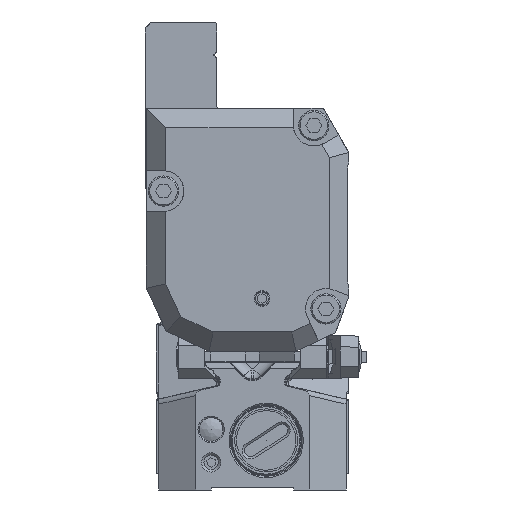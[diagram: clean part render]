
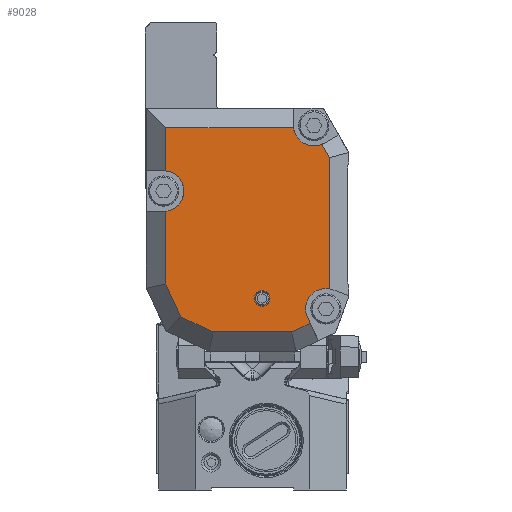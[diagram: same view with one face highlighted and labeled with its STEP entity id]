
A CAD part, front view. The second image highlights one B-rep face of the part: STEP entity #9028.
In plain terms, the highlighted planar face has unit normal (0, -1, 0).
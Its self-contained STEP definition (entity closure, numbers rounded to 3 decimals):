
#5920=FACE_BOUND('',#17124,.T.);
#5921=FACE_BOUND('',#17125,.T.);
#9028=ADVANCED_FACE('',(#5920,#5921),#10849,.F.);
#10849=PLANE('',#63172);
#17124=EDGE_LOOP('',(#33175,#33176,#33177,#33178,#33179,#33180,#33181,#33182,
#33183,#33184,#33185,#33186,#33187));
#17125=EDGE_LOOP('',(#33188));
#33175=ORIENTED_EDGE('',*,*,#46750,.T.);
#33176=ORIENTED_EDGE('',*,*,#46751,.T.);
#33177=ORIENTED_EDGE('',*,*,#46752,.T.);
#33178=ORIENTED_EDGE('',*,*,#46753,.T.);
#33179=ORIENTED_EDGE('',*,*,#46754,.T.);
#33180=ORIENTED_EDGE('',*,*,#46755,.T.);
#33181=ORIENTED_EDGE('',*,*,#46756,.T.);
#33182=ORIENTED_EDGE('',*,*,#46757,.T.);
#33183=ORIENTED_EDGE('',*,*,#46758,.T.);
#33184=ORIENTED_EDGE('',*,*,#46759,.T.);
#33185=ORIENTED_EDGE('',*,*,#46760,.T.);
#33186=ORIENTED_EDGE('',*,*,#46761,.T.);
#33187=ORIENTED_EDGE('',*,*,#46762,.T.);
#33188=ORIENTED_EDGE('',*,*,#46763,.T.);
#38678=VERTEX_POINT('',#106703);
#38679=VERTEX_POINT('',#106704);
#38680=VERTEX_POINT('',#106706);
#38681=VERTEX_POINT('',#106708);
#38682=VERTEX_POINT('',#106710);
#38683=VERTEX_POINT('',#106712);
#38684=VERTEX_POINT('',#106714);
#38685=VERTEX_POINT('',#106716);
#38686=VERTEX_POINT('',#106718);
#38687=VERTEX_POINT('',#106720);
#38688=VERTEX_POINT('',#106722);
#38689=VERTEX_POINT('',#106724);
#38690=VERTEX_POINT('',#106726);
#38691=VERTEX_POINT('',#106729);
#46750=EDGE_CURVE('',#38678,#38679,#58329,.T.);
#46751=EDGE_CURVE('',#38679,#38680,#51584,.T.);
#46752=EDGE_CURVE('',#38680,#38681,#51585,.T.);
#46753=EDGE_CURVE('',#38681,#38682,#58330,.T.);
#46754=EDGE_CURVE('',#38682,#38683,#51586,.T.);
#46755=EDGE_CURVE('',#38683,#38684,#51587,.T.);
#46756=EDGE_CURVE('',#38684,#38685,#58331,.T.);
#46757=EDGE_CURVE('',#38685,#38686,#51588,.T.);
#46758=EDGE_CURVE('',#38686,#38687,#51589,.T.);
#46759=EDGE_CURVE('',#38687,#38688,#51590,.T.);
#46760=EDGE_CURVE('',#38688,#38689,#51591,.T.);
#46761=EDGE_CURVE('',#38689,#38690,#51592,.T.);
#46762=EDGE_CURVE('',#38690,#38678,#51593,.T.);
#46763=EDGE_CURVE('',#38691,#38691,#58332,.T.);
#51584=LINE('',#106705,#56477);
#51585=LINE('',#106707,#56478);
#51586=LINE('',#106711,#56479);
#51587=LINE('',#106713,#56480);
#51588=LINE('',#106717,#56481);
#51589=LINE('',#106719,#56482);
#51590=LINE('',#106721,#56483);
#51591=LINE('',#106723,#56484);
#51592=LINE('',#106725,#56485);
#51593=LINE('',#106727,#56486);
#56477=VECTOR('',#77687,1.);
#56478=VECTOR('',#77688,1.);
#56479=VECTOR('',#77691,1.);
#56480=VECTOR('',#77692,1.);
#56481=VECTOR('',#77695,1.);
#56482=VECTOR('',#77696,1.);
#56483=VECTOR('',#77697,1.);
#56484=VECTOR('',#77698,1.);
#56485=VECTOR('',#77699,1.);
#56486=VECTOR('',#77700,1.);
#58329=CIRCLE('',#63168,3.7);
#58330=CIRCLE('',#63169,3.7);
#58331=CIRCLE('',#63170,3.7);
#58332=CIRCLE('',#63171,1.3);
#63168=AXIS2_PLACEMENT_3D('',#106702,#77685,#77686);
#63169=AXIS2_PLACEMENT_3D('',#106709,#77689,#77690);
#63170=AXIS2_PLACEMENT_3D('',#106715,#77693,#77694);
#63171=AXIS2_PLACEMENT_3D('',#106728,#77701,#77702);
#63172=AXIS2_PLACEMENT_3D('',#106730,#77703,#77704);
#77685=DIRECTION('',(0.,1.,0.));
#77686=DIRECTION('',(-1.,0.,0.));
#77687=DIRECTION('',(0.,0.,1.));
#77688=DIRECTION('',(-0.5,0.,0.866));
#77689=DIRECTION('',(0.,1.,0.));
#77690=DIRECTION('',(-1.,0.,0.));
#77691=DIRECTION('',(-1.,0.,0.));
#77692=DIRECTION('',(0.,0.,-1.));
#77693=DIRECTION('',(0.,1.,0.));
#77694=DIRECTION('',(-1.,0.,0.));
#77695=DIRECTION('',(0.,0.,-1.));
#77696=DIRECTION('',(0.419,0.,-0.908));
#77697=DIRECTION('',(0.905,0.,-0.426));
#77698=DIRECTION('',(1.,0.,0.));
#77699=DIRECTION('',(0.905,0.,0.426));
#77700=DIRECTION('',(-0.426,0.,0.905));
#77701=DIRECTION('',(0.,1.,0.));
#77702=DIRECTION('',(0.,0.,1.));
#77703=DIRECTION('',(0.,1.,0.));
#77704=DIRECTION('',(0.,0.,1.));
#106702=CARTESIAN_POINT('',(32.85,-8.,-52.11));
#106703=CARTESIAN_POINT('',(29.503,-8.,-53.687));
#106704=CARTESIAN_POINT('',(33.5,-8.,-48.468));
#106705=CARTESIAN_POINT('',(33.5,-8.,-46.706));
#106706=CARTESIAN_POINT('',(33.5,-8.,-24.648));
#106707=CARTESIAN_POINT('',(44.864,-8.,-44.331));
#106708=CARTESIAN_POINT('',(32.096,-8.,-22.216));
#106709=CARTESIAN_POINT('',(30.65,-8.,-18.81));
#106710=CARTESIAN_POINT('',(26.972,-8.,-19.21));
#106711=CARTESIAN_POINT('',(40.75,-8.,-19.21));
#106712=CARTESIAN_POINT('',(3.75,-8.,-19.21));
#106713=CARTESIAN_POINT('',(3.75,-8.,-46.706));
#106714=CARTESIAN_POINT('',(3.75,-8.,-27.032));
#106715=CARTESIAN_POINT('',(3.35,-8.,-30.71));
#106716=CARTESIAN_POINT('',(3.75,-8.,-34.388));
#106717=CARTESIAN_POINT('',(3.75,-8.,-46.706));
#106718=CARTESIAN_POINT('',(3.75,-8.,-47.584));
#106719=CARTESIAN_POINT('',(9.912,-8.,-60.937));
#106720=CARTESIAN_POINT('',(6.493,-8.,-53.528));
#106721=CARTESIAN_POINT('',(31.901,-8.,-65.495));
#106722=CARTESIAN_POINT('',(12.378,-8.,-56.3));
#106723=CARTESIAN_POINT('',(40.75,-8.,-56.3));
#106724=CARTESIAN_POINT('',(26.622,-8.,-56.3));
#106725=CARTESIAN_POINT('',(41.883,-8.,-49.112));
#106726=CARTESIAN_POINT('',(29.987,-8.,-54.715));
#106727=CARTESIAN_POINT('',(31.478,-8.,-57.881));
#106728=CARTESIAN_POINT('',(21.25,-8.,-50.21));
#106729=CARTESIAN_POINT('',(21.25,-8.,-48.91));
#106730=CARTESIAN_POINT('',(40.75,-8.,-46.706));
